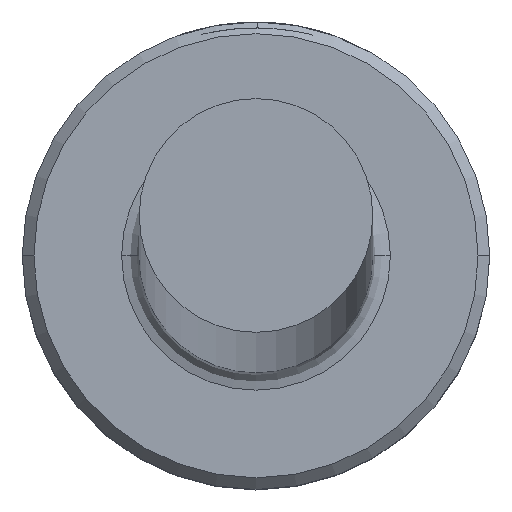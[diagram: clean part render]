
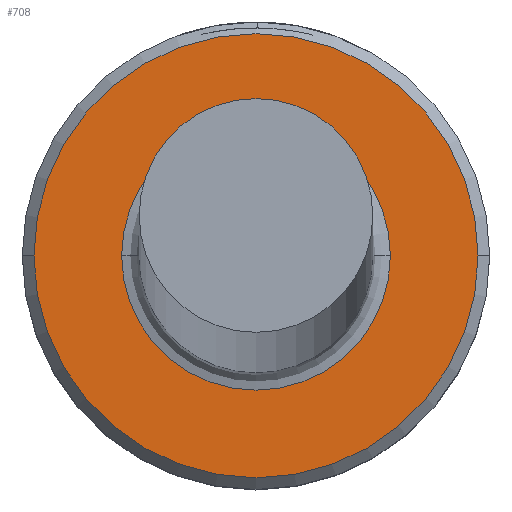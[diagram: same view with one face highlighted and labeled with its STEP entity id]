
A CAD part, top view. The second image highlights one B-rep face of the part: STEP entity #708.
In plain terms, the highlighted planar face has unit normal (0, 0, 1).
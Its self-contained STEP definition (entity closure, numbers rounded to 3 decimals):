
#16 = ORIENTED_EDGE ( 'NONE', *, *, #393, .T. ) ;
#61 = DIRECTION ( 'NONE',  ( 0., 0., 1. ) ) ;
#112 = AXIS2_PLACEMENT_3D ( 'NONE', #194, #816, #292 ) ;
#157 = CARTESIAN_POINT ( 'NONE',  ( 2.3, 0., 5. ) ) ;
#192 = EDGE_CURVE ( 'NONE', #521, #865, #264, .T. ) ;
#194 = CARTESIAN_POINT ( 'NONE',  ( 0., 0., 5. ) ) ;
#213 = EDGE_CURVE ( 'NONE', #897, #536, #658, .T. ) ;
#264 = CIRCLE ( 'NONE', #685, 3.8 ) ;
#292 = DIRECTION ( 'NONE',  ( 1., 0., 0. ) ) ;
#300 = CARTESIAN_POINT ( 'NONE',  ( 3.8, 0., 5. ) ) ;
#333 = CARTESIAN_POINT ( 'NONE',  ( 0., 0., 5. ) ) ;
#382 = ORIENTED_EDGE ( 'NONE', *, *, #192, .T. ) ;
#393 = EDGE_CURVE ( 'NONE', #865, #521, #935, .T. ) ;
#420 = DIRECTION ( 'NONE',  ( -1., 0., 0. ) ) ;
#475 = FACE_OUTER_BOUND ( 'NONE', #773, .T. ) ;
#506 = DIRECTION ( 'NONE',  ( 0., 0., 1. ) ) ;
#513 = DIRECTION ( 'NONE',  ( 1., 0., 0. ) ) ;
#521 = VERTEX_POINT ( 'NONE', #300 ) ;
#534 = DIRECTION ( 'NONE',  ( 0., 0., -1. ) ) ;
#536 = VERTEX_POINT ( 'NONE', #666 ) ;
#617 = CARTESIAN_POINT ( 'NONE',  ( 0., 0., 5. ) ) ;
#631 = ORIENTED_EDGE ( 'NONE', *, *, #820, .T. ) ;
#658 = CIRCLE ( 'NONE', #745, 2.3 ) ;
#666 = CARTESIAN_POINT ( 'NONE',  ( -2.3, 0., 5. ) ) ;
#685 = AXIS2_PLACEMENT_3D ( 'NONE', #617, #61, #700 ) ;
#689 = CARTESIAN_POINT ( 'NONE',  ( -3.8, 0., 5. ) ) ;
#700 = DIRECTION ( 'NONE',  ( 1., 0., 0. ) ) ;
#704 = FACE_BOUND ( 'NONE', #807, .T. ) ;
#708 = ADVANCED_FACE ( 'NONE', ( #475, #704 ), #848, .T. ) ;
#745 = AXIS2_PLACEMENT_3D ( 'NONE', #1046, #534, #1126 ) ;
#773 = EDGE_LOOP ( 'NONE', ( #16, #382 ) ) ;
#807 = EDGE_LOOP ( 'NONE', ( #631, #826 ) ) ;
#816 = DIRECTION ( 'NONE',  ( 0., 0., 1. ) ) ;
#820 = EDGE_CURVE ( 'NONE', #536, #897, #1074, .T. ) ;
#826 = ORIENTED_EDGE ( 'NONE', *, *, #213, .T. ) ;
#834 = AXIS2_PLACEMENT_3D ( 'NONE', #929, #506, #513 ) ;
#848 = PLANE ( 'NONE',  #834 ) ;
#865 = VERTEX_POINT ( 'NONE', #689 ) ;
#897 = VERTEX_POINT ( 'NONE', #157 ) ;
#929 = CARTESIAN_POINT ( 'NONE',  ( 0., 0., 5. ) ) ;
#932 = DIRECTION ( 'NONE',  ( 0., 0., -1. ) ) ;
#935 = CIRCLE ( 'NONE', #112, 3.8 ) ;
#1046 = CARTESIAN_POINT ( 'NONE',  ( 0., 0., 5. ) ) ;
#1072 = AXIS2_PLACEMENT_3D ( 'NONE', #333, #932, #420 ) ;
#1074 = CIRCLE ( 'NONE', #1072, 2.3 ) ;
#1126 = DIRECTION ( 'NONE',  ( -1., 0., 0. ) ) ;
